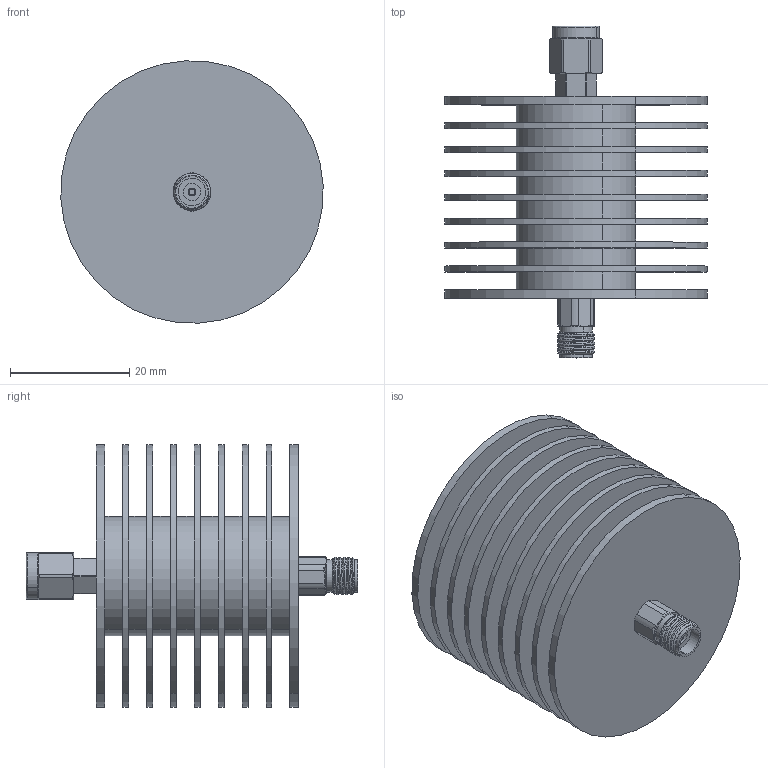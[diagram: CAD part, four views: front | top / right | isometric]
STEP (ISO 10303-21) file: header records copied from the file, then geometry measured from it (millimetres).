
FILE_DESCRIPTION (( 'STEP AP214' ), '1' );
FILE_NAME ('CA-K-9-3.STEP', '2024-09-13T18:55:05', ( '' ), ( '' ), 'SwSTEP 2.0', 'SolidWorks 2021', '' );
FILE_SCHEMA (( 'AUTOMOTIVE_DESIGN' ));
Length unit declared in the file: millimetre
Products named in the file (1): CA-K-9-3
Bounding box: 43.93 x 55.6 x 43.93 mm (x, y, z)
Volume: 23071 mm3; surface area: 26094.7 mm2
Topology: 1 solids, 1 shells, 196 faces, 476 edges, 314 vertices
Faces by surface type: cylinder 99, plane 70, cone 19, bspline 6, torus 2
Entity records: 8185 total; most frequent: CARTESIAN_POINT 3591, DIRECTION 965, ORIENTED_EDGE 952, EDGE_CURVE 476, AXIS2_PLACEMENT_3D 389, VERTEX_POINT 314, EDGE_LOOP 228, CIRCLE 198
